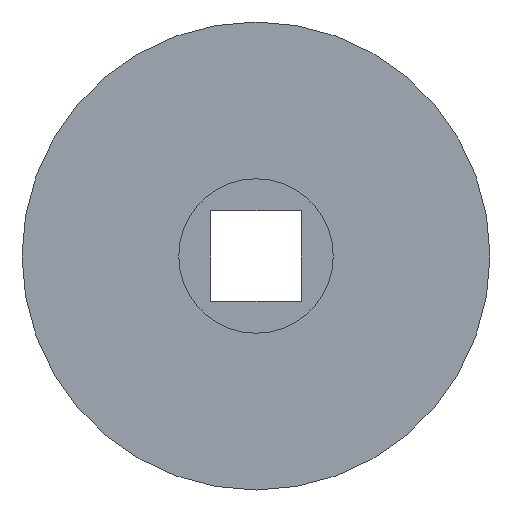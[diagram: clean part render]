
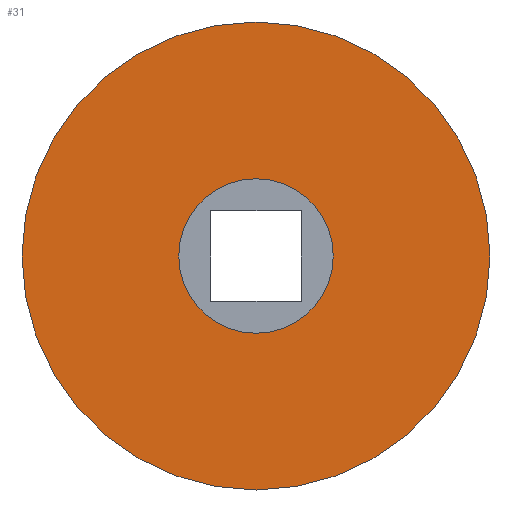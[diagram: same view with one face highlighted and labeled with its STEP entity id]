
A CAD part, front view. The second image highlights one B-rep face of the part: STEP entity #31.
In plain terms, the highlighted planar face has unit normal (0, -1, 0).
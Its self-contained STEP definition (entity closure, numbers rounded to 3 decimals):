
#15=FACE_BOUND('',#65,.T.);
#31=ADVANCED_FACE('',(#47,#15),#255,.T.);
#47=FACE_OUTER_BOUND('',#64,.T.);
#64=EDGE_LOOP('',(#124,#125));
#65=EDGE_LOOP('',(#126,#127));
#124=ORIENTED_EDGE('',*,*,#164,.T.);
#125=ORIENTED_EDGE('',*,*,#160,.F.);
#126=ORIENTED_EDGE('',*,*,#170,.T.);
#127=ORIENTED_EDGE('',*,*,#167,.F.);
#160=EDGE_CURVE('',#234,#235,#186,.T.);
#164=EDGE_CURVE('',#234,#235,#188,.T.);
#167=EDGE_CURVE('',#239,#240,#190,.T.);
#170=EDGE_CURVE('',#239,#240,#192,.T.);
#186=TRIMMED_CURVE($,#200,(#529),(#530),.T.,.CARTESIAN.);
#188=TRIMMED_CURVE($,#202,(#539),(#540),.T.,.CARTESIAN.);
#190=TRIMMED_CURVE($,#204,(#547),(#548),.T.,.CARTESIAN.);
#192=TRIMMED_CURVE($,#206,(#555),(#556),.T.,.CARTESIAN.);
#200=CIRCLE('',#366,12.42);
#202=CIRCLE('',#368,12.42);
#204=CIRCLE('',#370,4.1);
#206=CIRCLE('',#372,4.1);
#234=VERTEX_POINT('',#470);
#235=VERTEX_POINT('',#471);
#239=VERTEX_POINT('',#475);
#240=VERTEX_POINT('',#476);
#255=PLANE('',#357);
#357=AXIS2_PLACEMENT_3D('',#453,#388,$);
#366=AXIS2_PLACEMENT_3D($,#528,#403,#404);
#368=AXIS2_PLACEMENT_3D($,#538,#407,#408);
#370=AXIS2_PLACEMENT_3D($,#546,#411,#412);
#372=AXIS2_PLACEMENT_3D($,#554,#415,#416);
#388=DIRECTION('',(0.,-1.,0.));
#403=DIRECTION('',(0.,1.,0.));
#404=DIRECTION('',(-1.,0.,0.));
#407=DIRECTION('',(0.,-1.,0.));
#408=DIRECTION('',(-1.,0.,0.));
#411=DIRECTION('',(0.,-1.,0.));
#412=DIRECTION('',(1.,0.,0.));
#415=DIRECTION('',(0.,1.,0.));
#416=DIRECTION('',(1.,0.,0.));
#453=CARTESIAN_POINT('',(-12.668,68.3,68.668));
#470=CARTESIAN_POINT('',(-12.42,68.3,56.));
#471=CARTESIAN_POINT('',(12.42,68.3,56.));
#475=CARTESIAN_POINT('',(4.1,68.3,56.));
#476=CARTESIAN_POINT('',(-4.1,68.3,56.));
#528=CARTESIAN_POINT('',(0.,68.3,56.));
#529=CARTESIAN_POINT('',(-12.42,68.3,56.));
#530=CARTESIAN_POINT('',(12.42,68.3,56.));
#538=CARTESIAN_POINT('',(0.,68.3,56.));
#539=CARTESIAN_POINT('',(-12.42,68.3,56.));
#540=CARTESIAN_POINT('',(12.42,68.3,56.));
#546=CARTESIAN_POINT('',(0.,68.3,56.));
#547=CARTESIAN_POINT('',(4.1,68.3,56.));
#548=CARTESIAN_POINT('',(-4.1,68.3,56.));
#554=CARTESIAN_POINT('',(0.,68.3,56.));
#555=CARTESIAN_POINT('',(4.1,68.3,56.));
#556=CARTESIAN_POINT('',(-4.1,68.3,56.));
